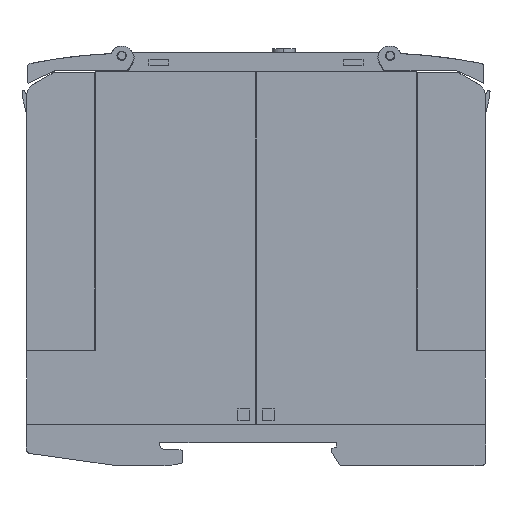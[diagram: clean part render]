
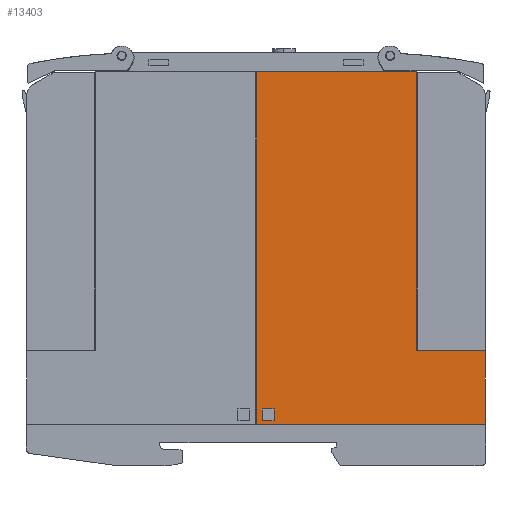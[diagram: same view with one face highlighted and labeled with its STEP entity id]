
A CAD part, left-side view. The second image highlights one B-rep face of the part: STEP entity #13403.
In plain terms, the highlighted planar face has unit normal (-1, 0, 0).
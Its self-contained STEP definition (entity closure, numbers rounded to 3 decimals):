
#13403=ADVANCED_FACE('',(#35188,#35189),#35190,.T.);
#18821=VERTEX_POINT('',#40677);
#18829=VERTEX_POINT('',#40685);
#18833=EDGE_CURVE('',#18821,#18829,#40689,.T.);
#18899=VERTEX_POINT('',#40755);
#18901=EDGE_CURVE('',#18829,#18899,#40757,.T.);
#29345=VERTEX_POINT('',#51201);
#29349=VERTEX_POINT('',#51205);
#29351=EDGE_CURVE('',#29349,#29345,#51207,.T.);
#29363=VERTEX_POINT('',#51219);
#29367=EDGE_CURVE('',#29345,#29363,#51223,.T.);
#29383=VERTEX_POINT('',#51239);
#29387=VERTEX_POINT('',#51243);
#29389=EDGE_CURVE('',#29383,#29387,#51245,.T.);
#29405=VERTEX_POINT('',#51261);
#29409=EDGE_CURVE('',#29363,#29405,#51265,.T.);
#29413=EDGE_CURVE('',#29405,#29349,#51269,.T.);
#29415=VERTEX_POINT('',#51271);
#29417=EDGE_CURVE('',#29415,#18821,#51273,.T.);
#29425=EDGE_CURVE('',#18899,#29387,#51281,.T.);
#29427=EDGE_CURVE('',#29383,#29415,#51283,.T.);
#35188=FACE_OUTER_BOUND('',#57034,.T.);
#35189=FACE_BOUND('',#57035,.T.);
#35190=PLANE('',#57036);
#40677=CARTESIAN_POINT('',(0.0,0.999,25.101));
#40685=CARTESIAN_POINT('',(0.0,16.099,25.101));
#40689=LINE('',#66045,#66046);
#40755=CARTESIAN_POINT('',(0.0,16.099,85.801));
#40757=LINE('',#66147,#66148);
#51201=CARTESIAN_POINT('',(0.0,46.999,12.401));
#51205=CARTESIAN_POINT('',(0.0,49.599,12.401));
#51207=LINE('',#82949,#82950);
#51219=CARTESIAN_POINT('',(0.0,46.999,9.801));
#51223=LINE('',#82977,#82978);
#51239=CARTESIAN_POINT('',(0.0,50.899,9.001));
#51243=CARTESIAN_POINT('',(0.0,50.899,85.801));
#51245=LINE('',#83009,#83010);
#51261=CARTESIAN_POINT('',(0.0,49.599,9.801));
#51265=LINE('',#83041,#83042);
#51269=LINE('',#83049,#83050);
#51271=CARTESIAN_POINT('',(0.0,0.999,9.001));
#51273=LINE('',#83055,#83056);
#51281=LINE('',#83069,#83070);
#51283=LINE('',#83073,#83074);
#57034=EDGE_LOOP('',(#100136,#100137,#100138,#100139,#100140,#100141));
#57035=EDGE_LOOP('',(#100142,#100143,#100144,#100145));
#57036=AXIS2_PLACEMENT_3D('',#100146,#100147,#100148);
#66045=CARTESIAN_POINT('',(0.0,4.749,25.101));
#66046=VECTOR('',#102814,1.0);
#66147=CARTESIAN_POINT('',(0.0,16.099,32.226));
#66148=VECTOR('',#102831,1.0);
#82949=CARTESIAN_POINT('',(0.0,24.649,12.401));
#82950=VECTOR('',#106821,1.0);
#82977=CARTESIAN_POINT('',(0.0,46.999,10.051));
#82978=VECTOR('',#106827,1.0);
#83009=CARTESIAN_POINT('',(0.0,50.899,9.001));
#83010=VECTOR('',#106832,1.0);
#83041=CARTESIAN_POINT('',(0.0,24.649,9.801));
#83042=VECTOR('',#106838,1.0);
#83049=CARTESIAN_POINT('',(0.0,49.599,10.051));
#83050=VECTOR('',#106840,1.0);
#83055=CARTESIAN_POINT('',(0.0,0.999,9.001));
#83056=VECTOR('',#106841,1.0);
#83069=CARTESIAN_POINT('',(0.0,50.899,85.801));
#83070=VECTOR('',#106844,1.0);
#83073=CARTESIAN_POINT('',(0.0,50.899,9.001));
#83074=VECTOR('',#106845,1.0);
#100136=ORIENTED_EDGE('',*,*,#18833,.T.);
#100137=ORIENTED_EDGE('',*,*,#18901,.T.);
#100138=ORIENTED_EDGE('',*,*,#29425,.T.);
#100139=ORIENTED_EDGE('',*,*,#29389,.F.);
#100140=ORIENTED_EDGE('',*,*,#29427,.T.);
#100141=ORIENTED_EDGE('',*,*,#29417,.T.);
#100142=ORIENTED_EDGE('',*,*,#29413,.T.);
#100143=ORIENTED_EDGE('',*,*,#29351,.T.);
#100144=ORIENTED_EDGE('',*,*,#29367,.T.);
#100145=ORIENTED_EDGE('',*,*,#29409,.T.);
#100146=CARTESIAN_POINT('',(0.0,0.999,9.001));
#100147=DIRECTION('',(-1.0,0.0,0.0));
#100148=DIRECTION('',(0.0,1.0,0.0));
#102814=DIRECTION('',(0.0,1.0,0.0));
#102831=DIRECTION('',(0.0,-0.0,1.0));
#106821=DIRECTION('',(0.0,-1.0,0.0));
#106827=DIRECTION('',(0.0,0.0,-1.0));
#106832=DIRECTION('',(0.0,0.0,1.0));
#106838=DIRECTION('',(0.0,1.0,0.0));
#106840=DIRECTION('',(0.0,-0.0,1.0));
#106841=DIRECTION('',(0.0,0.0,1.0));
#106844=DIRECTION('',(0.0,1.0,0.0));
#106845=DIRECTION('',(0.0,-1.0,0.0));
